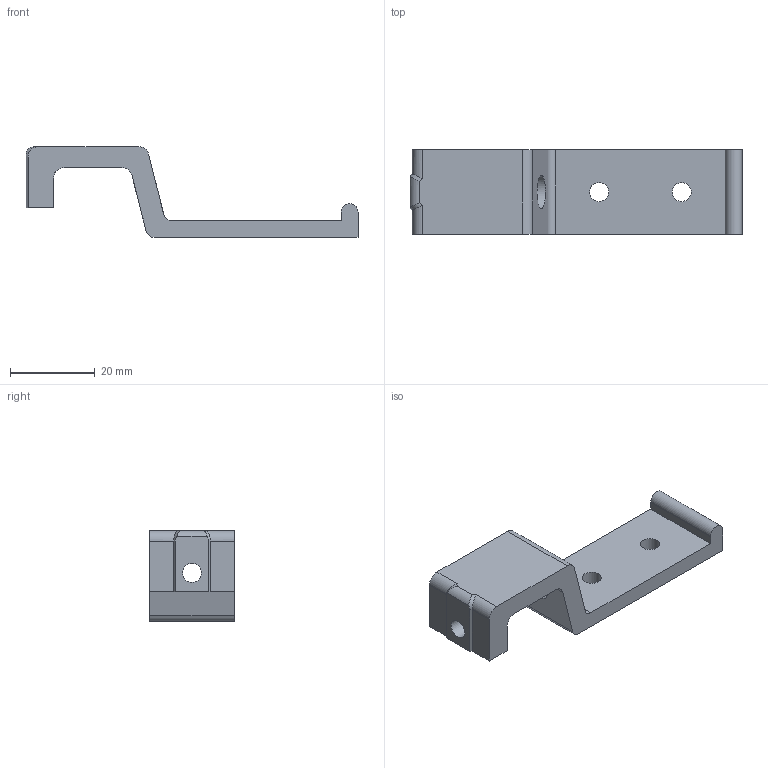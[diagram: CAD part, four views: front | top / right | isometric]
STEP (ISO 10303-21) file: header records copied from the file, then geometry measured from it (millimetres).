
FILE_DESCRIPTION(/* description */ (''),/* implementation_level */ '2;1');
FILE_NAME(/* name */ 'CC Carrier holder Large.step',/* time_stamp */ '2018-02-10T15:02:40-05:00',/* author */ ('oliver.lewis.art'),/* organization */ (''),/* preprocessor_version */ 'ST-DEVELOPER v16.13',/* originating_system */ 'Autodesk Translation Framework v6.5.0.72',/* authorisation */ '');
FILE_SCHEMA (('AUTOMOTIVE_DESIGN { 1 0 10303 214 3 1 1 }'));
Length unit declared in the file: millimetre
Products named in the file (1): CC Carrier holder Large
Bounding box: 78.46 x 20 x 21.5 mm (x, y, z)
Volume: 9165.9 mm3; surface area: 5362.3 mm2
Topology: 1 solids, 1 shells, 33 faces, 95 edges, 63 vertices
Faces by surface type: plane 17, cylinder 16
Full cylindrical faces by diameter (mm): 4.5 x3, 8 x1
Entity records: 1159 total; most frequent: CARTESIAN_POINT 214, DIRECTION 192, ORIENTED_EDGE 190, EDGE_CURVE 95, AXIS2_PLACEMENT_3D 65, VERTEX_POINT 63, LINE 62, VECTOR 62
